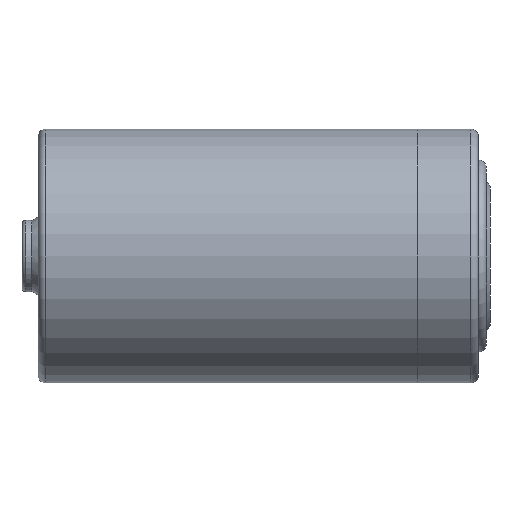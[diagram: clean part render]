
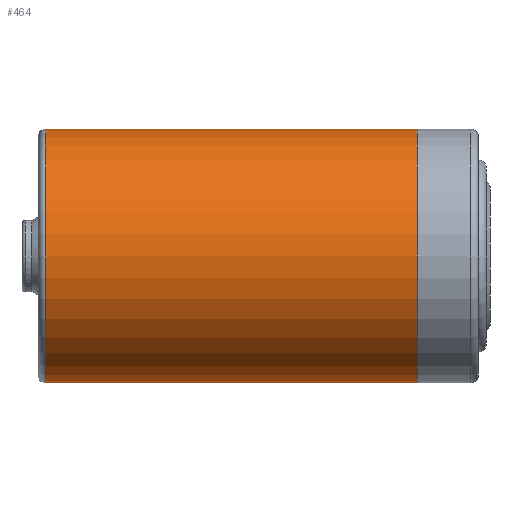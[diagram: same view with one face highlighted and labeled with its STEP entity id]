
A CAD part, left-side view. The second image highlights one B-rep face of the part: STEP entity #464.
In plain terms, the highlighted cylindrical face has radius 16.55 mm (diameter 33.1 mm), a partial arc.
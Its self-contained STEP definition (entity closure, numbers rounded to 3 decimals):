
#7 = EDGE_LOOP ( 'NONE', ( #297, #33, #533, #595 ) ) ;
#33 = ORIENTED_EDGE ( 'NONE', *, *, #999, .T. ) ;
#76 = CARTESIAN_POINT ( 'NONE',  ( 0., 57.9, 0. ) ) ;
#99 = VECTOR ( 'NONE', #344, 1000. ) ;
#147 = AXIS2_PLACEMENT_3D ( 'NONE', #76, #588, #1090 ) ;
#242 = CARTESIAN_POINT ( 'NONE',  ( 0., 9.5, -16.55 ) ) ;
#271 = DIRECTION ( 'NONE',  ( 0., 0., -1. ) ) ;
#285 = LINE ( 'NONE', #654, #555 ) ;
#297 = ORIENTED_EDGE ( 'NONE', *, *, #1249, .F. ) ;
#344 = DIRECTION ( 'NONE',  ( 0., -1., 0. ) ) ;
#348 = EDGE_CURVE ( 'NONE', #1135, #761, #285, .T. ) ;
#441 = LINE ( 'NONE', #712, #99 ) ;
#459 = DIRECTION ( 'NONE',  ( 0., 0., -1. ) ) ;
#464 = ADVANCED_FACE ( 'NONE', ( #1225 ), #696, .T. ) ;
#511 = EDGE_CURVE ( 'NONE', #761, #647, #1417, .T. ) ;
#533 = ORIENTED_EDGE ( 'NONE', *, *, #348, .T. ) ;
#555 = VECTOR ( 'NONE', #816, 1000. ) ;
#561 = CARTESIAN_POINT ( 'NONE',  ( 0., 57.9, -16.55 ) ) ;
#588 = DIRECTION ( 'NONE',  ( 0., -1., 0. ) ) ;
#595 = ORIENTED_EDGE ( 'NONE', *, *, #511, .T. ) ;
#626 = AXIS2_PLACEMENT_3D ( 'NONE', #856, #1414, #271 ) ;
#647 = VERTEX_POINT ( 'NONE', #1204 ) ;
#654 = CARTESIAN_POINT ( 'NONE',  ( 0., 0., -16.55 ) ) ;
#696 = CYLINDRICAL_SURFACE ( 'NONE', #1426, 16.55 ) ;
#712 = CARTESIAN_POINT ( 'NONE',  ( 0., 0., 16.55 ) ) ;
#741 = CARTESIAN_POINT ( 'NONE',  ( 0., 57.9, 16.55 ) ) ;
#761 = VERTEX_POINT ( 'NONE', #242 ) ;
#816 = DIRECTION ( 'NONE',  ( 0., -1., 0. ) ) ;
#856 = CARTESIAN_POINT ( 'NONE',  ( 0., 9.5, 0. ) ) ;
#999 = EDGE_CURVE ( 'NONE', #1062, #1135, #1523, .T. ) ;
#1062 = VERTEX_POINT ( 'NONE', #741 ) ;
#1080 = CARTESIAN_POINT ( 'NONE',  ( 0., 0., 0. ) ) ;
#1090 = DIRECTION ( 'NONE',  ( 0., 0., -1. ) ) ;
#1135 = VERTEX_POINT ( 'NONE', #561 ) ;
#1199 = DIRECTION ( 'NONE',  ( 0., -1., 0. ) ) ;
#1204 = CARTESIAN_POINT ( 'NONE',  ( 0., 9.5, 16.55 ) ) ;
#1225 = FACE_OUTER_BOUND ( 'NONE', #7, .T. ) ;
#1249 = EDGE_CURVE ( 'NONE', #1062, #647, #441, .T. ) ;
#1414 = DIRECTION ( 'NONE',  ( 0., 1., 0. ) ) ;
#1417 = CIRCLE ( 'NONE', #626, 16.55 ) ;
#1426 = AXIS2_PLACEMENT_3D ( 'NONE', #1080, #1199, #459 ) ;
#1523 = CIRCLE ( 'NONE', #147, 16.55 ) ;
